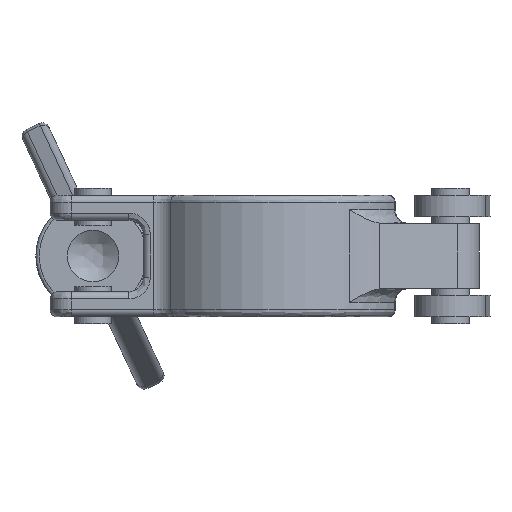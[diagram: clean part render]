
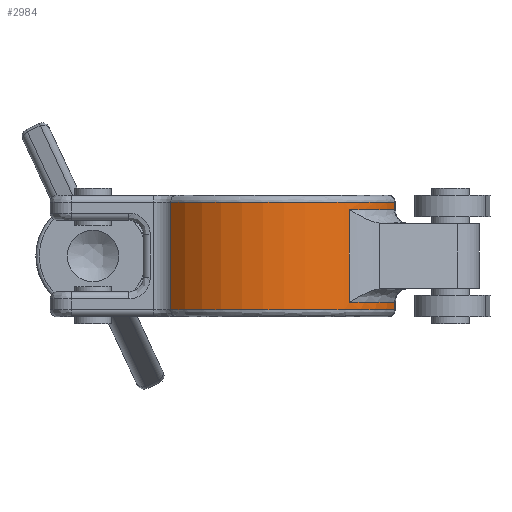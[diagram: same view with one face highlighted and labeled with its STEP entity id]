
A CAD part, front view. The second image highlights one B-rep face of the part: STEP entity #2984.
In plain terms, the highlighted cylindrical face has radius 18 mm (diameter 36 mm), a partial arc.
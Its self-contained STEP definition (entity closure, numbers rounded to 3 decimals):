
#162 = VECTOR ( 'NONE', #11261, 1000. ) ;
#575 = AXIS2_PLACEMENT_3D ( 'NONE', #5229, #12313, #6226 ) ;
#1165 = CYLINDRICAL_SURFACE ( 'NONE', #12515, 18. ) ;
#1258 = CARTESIAN_POINT ( 'NONE',  ( 10.874, -14.344, 6.5 ) ) ;
#1289 = EDGE_LOOP ( 'NONE', ( #6696, #6982, #7116, #7252, #7288, #7553, #7581, #7753 ) ) ;
#1652 = EDGE_CURVE ( 'NONE', #2852, #11602, #5583, .T. ) ;
#1732 = DIRECTION ( 'NONE',  ( 0., 0., -1. ) ) ;
#1963 = CARTESIAN_POINT ( 'NONE',  ( 17.171, -5.4, -6.5 ) ) ;
#2078 = AXIS2_PLACEMENT_3D ( 'NONE', #2758, #9732, #3733 ) ;
#2463 = VECTOR ( 'NONE', #1732, 1000. ) ;
#2472 = LINE ( 'NONE', #3638, #2463 ) ;
#2555 = CARTESIAN_POINT ( 'NONE',  ( 0., 0., 6.5 ) ) ;
#2670 = FACE_OUTER_BOUND ( 'NONE', #1289, .T. ) ;
#2758 = CARTESIAN_POINT ( 'NONE',  ( 0., 0., -7.5 ) ) ;
#2852 = VERTEX_POINT ( 'NONE', #11922 ) ;
#2984 = ADVANCED_FACE ( 'NONE', ( #2670 ), #1165, .T. ) ;
#3027 = DIRECTION ( 'NONE',  ( 0., 0., 1. ) ) ;
#3530 = DIRECTION ( 'NONE',  ( -1., 0., 0. ) ) ;
#3638 = CARTESIAN_POINT ( 'NONE',  ( -14.136, -11.143, 4.5 ) ) ;
#3733 = DIRECTION ( 'NONE',  ( -1., 0., 0. ) ) ;
#3938 = CARTESIAN_POINT ( 'NONE',  ( 0., 0., -6.5 ) ) ;
#4189 = VERTEX_POINT ( 'NONE', #7186 ) ;
#4688 = AXIS2_PLACEMENT_3D ( 'NONE', #3938, #10984, #4898 ) ;
#4898 = DIRECTION ( 'NONE',  ( -1., 0., 0. ) ) ;
#5087 = CARTESIAN_POINT ( 'NONE',  ( 17.171, -5.4, 8.5 ) ) ;
#5229 = CARTESIAN_POINT ( 'NONE',  ( 0., 0., 7.5 ) ) ;
#5300 = DIRECTION ( 'NONE',  ( 0., 0., -1. ) ) ;
#5380 = EDGE_CURVE ( 'NONE', #9224, #5976, #8624, .T. ) ;
#5562 = CIRCLE ( 'NONE', #575, 18. ) ;
#5583 = LINE ( 'NONE', #6475, #6703 ) ;
#5690 = EDGE_CURVE ( 'NONE', #2852, #7862, #5562, .T. ) ;
#5849 = CIRCLE ( 'NONE', #4688, 18. ) ;
#5976 = VERTEX_POINT ( 'NONE', #8558 ) ;
#6226 = DIRECTION ( 'NONE',  ( -1., 0., 0. ) ) ;
#6318 = CIRCLE ( 'NONE', #2078, 18. ) ;
#6475 = CARTESIAN_POINT ( 'NONE',  ( 17.171, -5.4, 8.5 ) ) ;
#6696 = ORIENTED_EDGE ( 'NONE', *, *, #5380, .F. ) ;
#6703 = VECTOR ( 'NONE', #5300, 1000. ) ;
#6808 = CIRCLE ( 'NONE', #11062, 18. ) ;
#6982 = ORIENTED_EDGE ( 'NONE', *, *, #8288, .T. ) ;
#7116 = ORIENTED_EDGE ( 'NONE', *, *, #7903, .T. ) ;
#7186 = CARTESIAN_POINT ( 'NONE',  ( -14.136, -11.143, -7.5 ) ) ;
#7252 = ORIENTED_EDGE ( 'NONE', *, *, #8099, .T. ) ;
#7253 = VECTOR ( 'NONE', #3027, 1000. ) ;
#7279 = LINE ( 'NONE', #11039, #7253 ) ;
#7288 = ORIENTED_EDGE ( 'NONE', *, *, #1652, .F. ) ;
#7553 = ORIENTED_EDGE ( 'NONE', *, *, #5690, .T. ) ;
#7581 = ORIENTED_EDGE ( 'NONE', *, *, #9403, .T. ) ;
#7651 = CARTESIAN_POINT ( 'NONE',  ( 10.874, -14.344, -6.5 ) ) ;
#7753 = ORIENTED_EDGE ( 'NONE', *, *, #8201, .T. ) ;
#7862 = VERTEX_POINT ( 'NONE', #10992 ) ;
#7903 = EDGE_CURVE ( 'NONE', #10636, #12375, #7279, .T. ) ;
#8099 = EDGE_CURVE ( 'NONE', #12375, #11602, #6808, .T. ) ;
#8201 = EDGE_CURVE ( 'NONE', #4189, #5976, #6318, .T. ) ;
#8288 = EDGE_CURVE ( 'NONE', #9224, #10636, #5849, .T. ) ;
#8558 = CARTESIAN_POINT ( 'NONE',  ( 17.171, -5.4, -7.5 ) ) ;
#8624 = LINE ( 'NONE', #5087, #162 ) ;
#9224 = VERTEX_POINT ( 'NONE', #1963 ) ;
#9403 = EDGE_CURVE ( 'NONE', #7862, #4189, #2472, .T. ) ;
#9488 = DIRECTION ( 'NONE',  ( 0., 0., -1. ) ) ;
#9522 = DIRECTION ( 'NONE',  ( 0., 0., 1. ) ) ;
#9533 = CARTESIAN_POINT ( 'NONE',  ( 0., 0., 4.5 ) ) ;
#9732 = DIRECTION ( 'NONE',  ( 0., 0., 1. ) ) ;
#10118 = DIRECTION ( 'NONE',  ( -1., 0., 0. ) ) ;
#10636 = VERTEX_POINT ( 'NONE', #7651 ) ;
#10984 = DIRECTION ( 'NONE',  ( 0., 0., -1. ) ) ;
#10992 = CARTESIAN_POINT ( 'NONE',  ( -14.136, -11.143, 7.5 ) ) ;
#11039 = CARTESIAN_POINT ( 'NONE',  ( 10.874, -14.344, 4.5 ) ) ;
#11062 = AXIS2_PLACEMENT_3D ( 'NONE', #2555, #9522, #3530 ) ;
#11261 = DIRECTION ( 'NONE',  ( 0., 0., -1. ) ) ;
#11602 = VERTEX_POINT ( 'NONE', #12056 ) ;
#11922 = CARTESIAN_POINT ( 'NONE',  ( 17.171, -5.4, 7.5 ) ) ;
#12056 = CARTESIAN_POINT ( 'NONE',  ( 17.171, -5.4, 6.5 ) ) ;
#12313 = DIRECTION ( 'NONE',  ( 0., 0., -1. ) ) ;
#12375 = VERTEX_POINT ( 'NONE', #1258 ) ;
#12515 = AXIS2_PLACEMENT_3D ( 'NONE', #9533, #9488, #10118 ) ;
